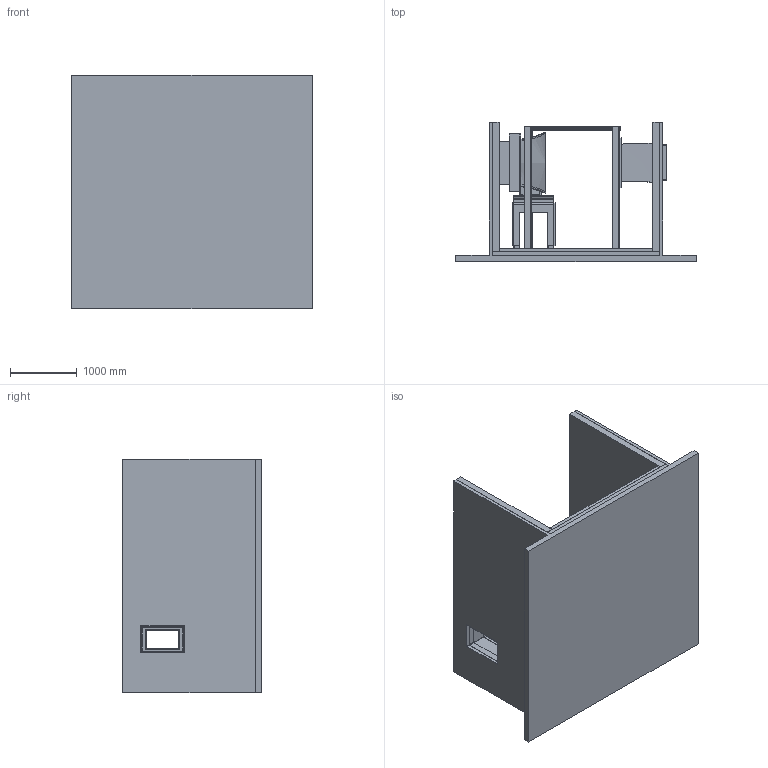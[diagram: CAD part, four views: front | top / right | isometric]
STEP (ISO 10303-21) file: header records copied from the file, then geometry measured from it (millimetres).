
FILE_DESCRIPTION(/* description */ (''),/* implementation_level */ '2;1');
FILE_NAME(/* name */ 'LNWT.stp',/* time_stamp */ '2017-04-24T20:43:20+09:00',/* author */ ('hokuizumi'),/* organization */ (''),/* preprocessor_version */ 'ST-DEVELOPER v16.1',/* originating_system */ 'Autodesk Inventor 2016',/* authorisation */ '');
FILE_SCHEMA (('AUTOMOTIVE_DESIGN { 1 0 10303 214 3 1 1 }'));
Products named in the file (52): GL; GL_1; nozzle_front; nozzle_ver2_1; nozzle_ウレタン; nozzle_ウレタン_side; nozzle_ウレタン_top_under; nozzle_ウレタン_back; nozzle_ver2; GL_ウレタン; glasswool_wall_2; glasswool_wall_1; collector1; collector1_1; collector1_2; collector1_3; collector1_4; collector1_5; collector1_6; collector1_7; collector1_8_ver2; collector1_9; collector1_10; collector1_11; collector1_12; cilla_collector1_8_ver2; collector_cilla_2; cilla_collector_end; cilla_collector_top_bottom; cilla_collector_side; collector_ver3; collector base; collector base_1; collector base_2; M12 x 25; collector ウレタン; collector ウレタン_1; collector ウレタン_2; collector ウレタン_3; collector ウレタン_4 ...
Assembly tree (62 placements, depth 4):
  低騒音風洞_rev4
    GL
    GL_1
    nozzle_ver2
      nozzle_front
      nozzle_ver2_1
      nozzle_ウレタン
      nozzle_ウレタン_side  x2
      nozzle_ウレタン_top_under  x2
      nozzle_ウレタン_back
    GL_ウレタン
    glasswool_wall_2
    glasswool_wall_1
    collector amd base
      collector_ver3
        collector1
        collector1_1
        collector1_2
        collector1_3
        collector1_4
        collector1_5
        collector1_6
        collector1_7
        collector1_8_ver2
        collector1_9
        collector1_10
        collector1_11
        collector1_12
        cilla_collector1_8_ver2
        collector_cilla_2
        cilla_collector_end
        cilla_collector_top_bottom  x2
        cilla_collector_side  x2
      collector base_3
        collector base
        collector base_1
        collector base_2
        M12 x 25  x4
        collector ウレタン
        collector ウレタン_1
        collector ウレタン_2
        collector ウレタン_3
        collector ウレタン_4
        collector ウレタン_5
        collector ウレタン_2-1
        collector ウレタン_3-1
    villus_p2
    villus_p1
    frame
      piller  x4
      HFS6-6060-1420  x2
      HFS6-6060-680
Bounding box: 3600 x 2080 x 3500 mm (x, y, z)
Volume: 4219369493.2 mm3; surface area: 153251319.9 mm2
Topology: 57 solids, 59 shells, 1373 faces, 3889 edges, 2846 vertices
Faces by surface type: plane 927, cylinder 216, bspline 190, cone 36, torus 4
Full cylindrical faces by diameter (mm): 12 x4, 13.835 x8, 14 x6, 18 x4
Entity records: 47850 total; most frequent: CARTESIAN_POINT 20493, ORIENTED_EDGE 5538, DIRECTION 4921, EDGE_CURVE 2765, LINE 2287, VECTOR 2287, VERTEX_POINT 1849, AXIS2_PLACEMENT_3D 1317
